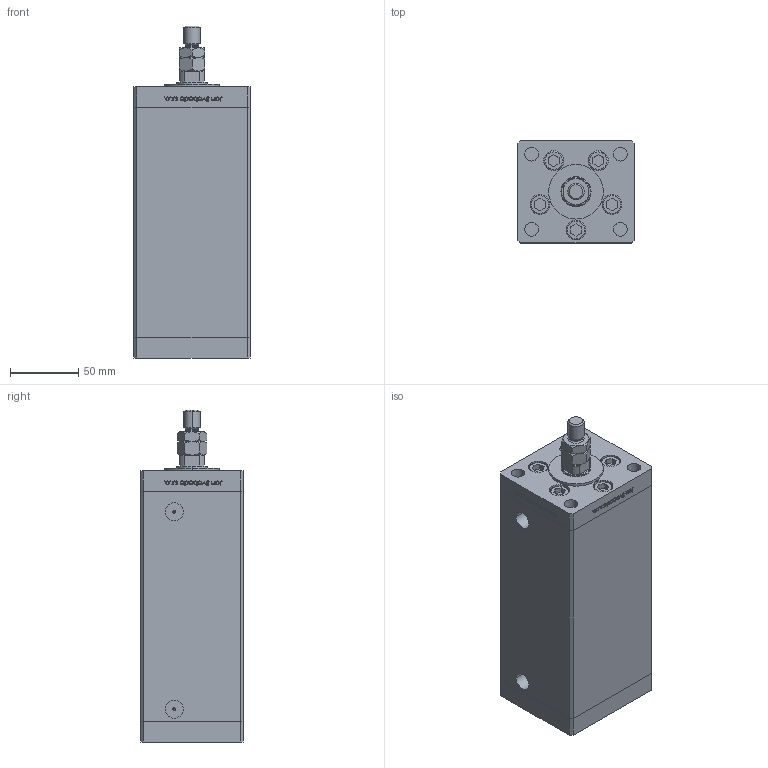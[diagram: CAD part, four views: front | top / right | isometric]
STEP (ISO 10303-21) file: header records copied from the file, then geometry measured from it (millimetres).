
FILE_DESCRIPTION (( 'STEP AP203' ), '1' );
FILE_NAME ('e6e0.STEP', '2024-01-09T01:33:30', ( '' ), ( '' ), 'SwSTEP 2.0', 'SolidWorks 2019', '' );
FILE_SCHEMA (( 'CONFIG_CONTROL_DESIGN' ));
Length unit declared in the file: millimetre
Products named in the file (7): MTA d3217721349c8284cf5281343aafdb19; ALLEN BOLT d3217721349c8284cf5281343aafdb19; V220C_FRONT_B d3217721349c8284cf5281343aafdb19; V220C BACK_B d3217721349c8284cf5281343aafdb19; V220C_VC_B d3217721349c8284cf5281343aafdb19; V220C_B MIDDLE d3217721349c8284cf5281343aafdb19; e6e0
Assembly tree (15 placements, depth 2):
  e6e0
    V220C_B MIDDLE d3217721349c8284cf5281343aafdb19
    V220C BACK_B d3217721349c8284cf5281343aafdb19
    V220C_FRONT_B d3217721349c8284cf5281343aafdb19
    V220C_VC_B d3217721349c8284cf5281343aafdb19
    ALLEN BOLT d3217721349c8284cf5281343aafdb19  x10
    MTA d3217721349c8284cf5281343aafdb19
Bounding box: 85 x 75 x 243 mm (x, y, z)
Volume: 1124574.2 mm3; surface area: 173460.5 mm2
Topology: 15 solids, 15 shells, 1232 faces, 3057 edges, 1993 vertices
Faces by surface type: bspline 484, plane 477, cylinder 151, cone 74, torus 46
Entity records: 53756 total; most frequent: CARTESIAN_POINT 30794, ORIENTED_EDGE 5282, DIRECTION 3023, EDGE_CURVE 2641, VERTEX_POINT 1741, LINE 1339, VECTOR 1339, EDGE_LOOP 1200
